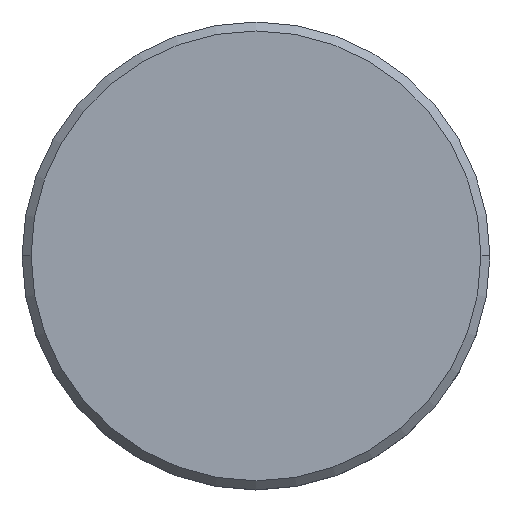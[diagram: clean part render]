
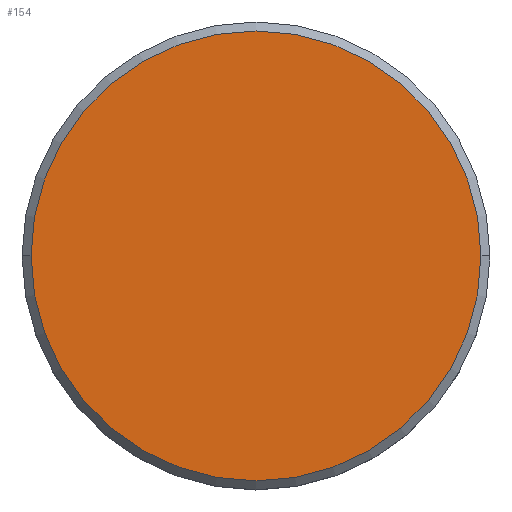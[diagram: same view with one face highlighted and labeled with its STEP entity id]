
A CAD part, top view. The second image highlights one B-rep face of the part: STEP entity #154.
In plain terms, the highlighted planar face has unit normal (0, 0, 1).
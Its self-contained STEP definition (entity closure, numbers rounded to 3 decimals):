
#34 = CIRCLE ( 'NONE', #860, 12.5 ) ;
#137 = DIRECTION ( 'NONE',  ( 1., 0., 0. ) ) ;
#154 = ADVANCED_FACE ( 'NONE', ( #354 ), #719, .T. ) ;
#175 = CARTESIAN_POINT ( 'NONE',  ( 0., 0., 0. ) ) ;
#179 = CARTESIAN_POINT ( 'NONE',  ( 12.5, 0., 0. ) ) ;
#308 = VERTEX_POINT ( 'NONE', #179 ) ;
#311 = CARTESIAN_POINT ( 'NONE',  ( -12.5, 0., 0. ) ) ;
#314 = DIRECTION ( 'NONE',  ( 0., 0., 1. ) ) ;
#354 = FACE_OUTER_BOUND ( 'NONE', #978, .T. ) ;
#425 = EDGE_CURVE ( 'NONE', #308, #766, #1133, .T. ) ;
#481 = ORIENTED_EDGE ( 'NONE', *, *, #425, .T. ) ;
#500 = DIRECTION ( 'NONE',  ( 1., 0., 0. ) ) ;
#517 = ORIENTED_EDGE ( 'NONE', *, *, #769, .T. ) ;
#629 = AXIS2_PLACEMENT_3D ( 'NONE', #906, #1057, #137 ) ;
#719 = PLANE ( 'NONE',  #771 ) ;
#766 = VERTEX_POINT ( 'NONE', #311 ) ;
#769 = EDGE_CURVE ( 'NONE', #766, #308, #34, .T. ) ;
#771 = AXIS2_PLACEMENT_3D ( 'NONE', #175, #908, #1172 ) ;
#860 = AXIS2_PLACEMENT_3D ( 'NONE', #1125, #314, #500 ) ;
#906 = CARTESIAN_POINT ( 'NONE',  ( 0., 0., 0. ) ) ;
#908 = DIRECTION ( 'NONE',  ( 0., 0., 1. ) ) ;
#978 = EDGE_LOOP ( 'NONE', ( #517, #481 ) ) ;
#1057 = DIRECTION ( 'NONE',  ( 0., 0., 1. ) ) ;
#1125 = CARTESIAN_POINT ( 'NONE',  ( 0., 0., 0. ) ) ;
#1133 = CIRCLE ( 'NONE', #629, 12.5 ) ;
#1172 = DIRECTION ( 'NONE',  ( 1., 0., 0. ) ) ;
